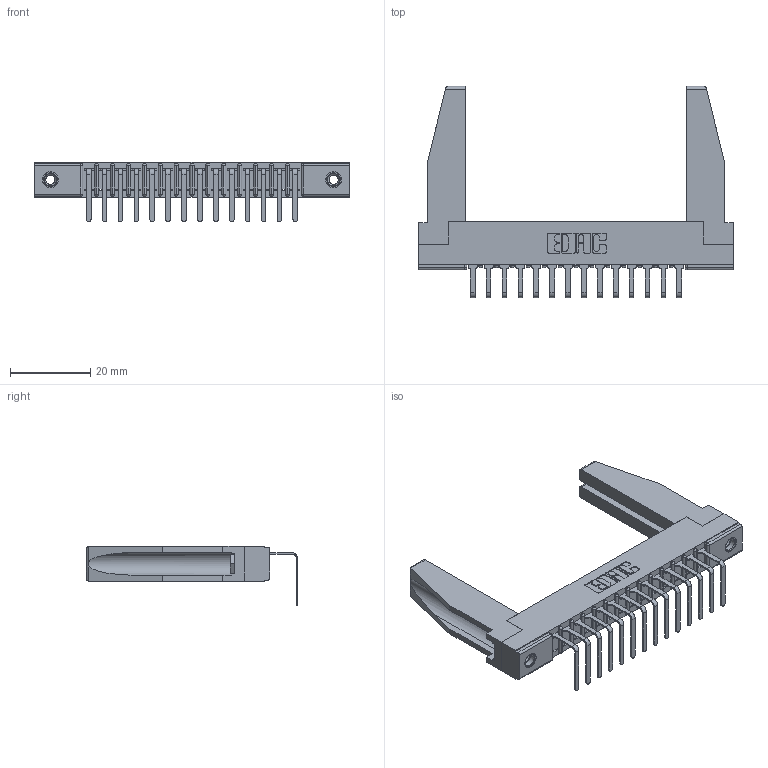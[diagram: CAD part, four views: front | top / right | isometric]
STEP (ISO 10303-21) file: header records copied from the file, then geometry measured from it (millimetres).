
FILE_DESCRIPTION (( 'STEP AP203' ), '1' );
FILE_NAME ('307-014-558-178.STEP', '2019-09-04T12:40:03', ( '' ), ( '' ), 'SwSTEP 2.0', 'SolidWorks 2016', '' );
FILE_SCHEMA (( 'CONFIG_CONTROL_DESIGN' ));
Length unit declared in the file: inch
Products named in the file (5): 307-290-001_558 - 2 (Single); 307-220-078; 345-250-001_345-250-001-102; 307 Part_.156 Dia Mounting Holes; 307-014-558-178
Assembly tree (19 placements, depth 2):
  307-014-558-178
    307 Part_.156 Dia Mounting Holes
    307-290-001_558 - 2 (Single)  x14
    307-220-078  x2
    345-250-001_345-250-001-102  x2
Bounding box: 78.49 x 52.67 x 14.81 mm (x, y, z)
Volume: 9032 mm3; surface area: 11724.6 mm2
Topology: 19 solids, 19 shells, 1103 faces, 3089 edges, 1990 vertices
Faces by surface type: plane 700, cylinder 357, sphere 30, cone 12, torus 4
Entity records: 17997 total; most frequent: CARTESIAN_POINT 3022, ORIENTED_EDGE 2964, DIRECTION 2912, EDGE_CURVE 1482, LINE 1128, VECTOR 1128, VERTEX_POINT 960, AXIS2_PLACEMENT_3D 892
